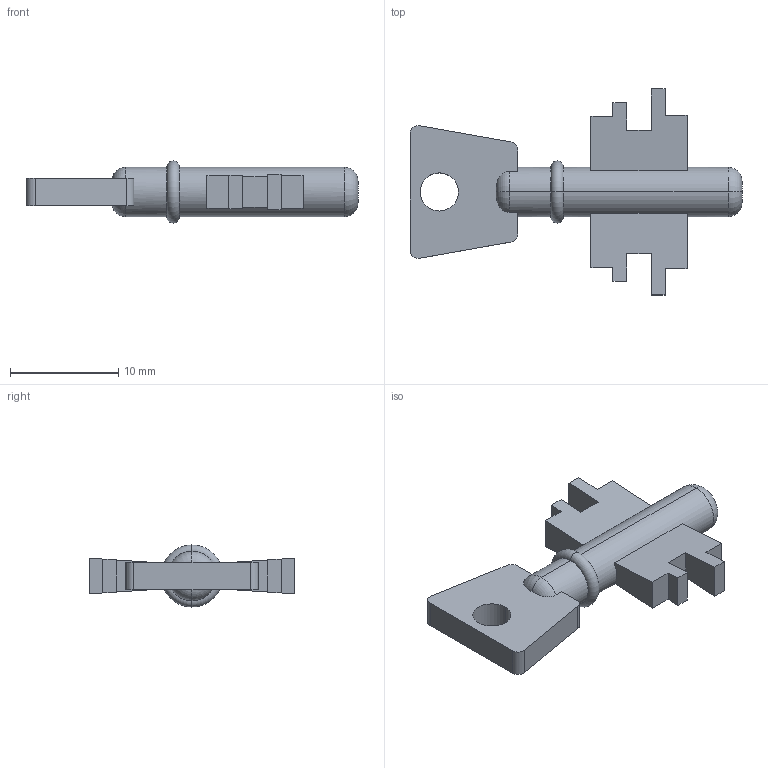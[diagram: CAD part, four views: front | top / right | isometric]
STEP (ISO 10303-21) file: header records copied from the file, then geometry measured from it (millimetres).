
FILE_DESCRIPTION (( 'STEP AP214' ), '1' );
FILE_NAME ('key.STEP', '2024-11-09T10:49:34', ( '' ), ( '' ), 'SwSTEP 2.0', 'SolidWorks 2024', '' );
FILE_SCHEMA (( 'AUTOMOTIVE_DESIGN' ));
Length unit declared in the file: inch
Products named in the file (1): key
Bounding box: 30.7 x 19.05 x 5.75 mm (x, y, z)
Volume: 841.1 mm3; surface area: 949.3 mm2
Topology: 1 solids, 1 shells, 52 faces, 136 edges, 88 vertices
Faces by surface type: plane 34, cylinder 10, torus 8
Entity records: 1659 total; most frequent: CARTESIAN_POINT 321, DIRECTION 274, ORIENTED_EDGE 272, EDGE_CURVE 136, VECTOR 96, LINE 96, AXIS2_PLACEMENT_3D 89, VERTEX_POINT 88
